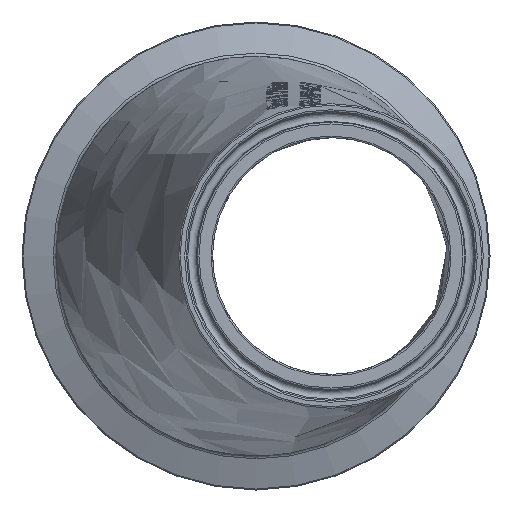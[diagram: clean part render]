
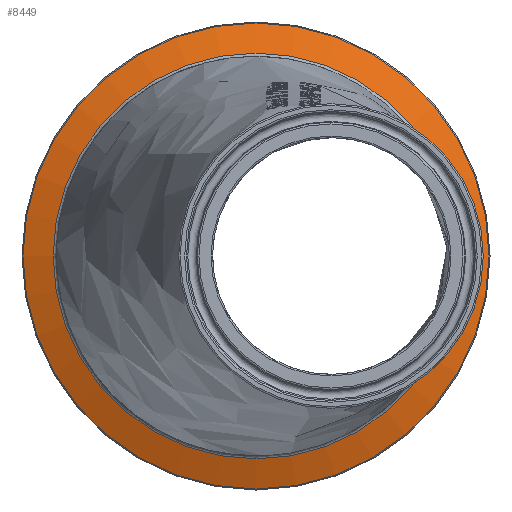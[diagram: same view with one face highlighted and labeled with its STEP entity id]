
A CAD part, left-side view. The second image highlights one B-rep face of the part: STEP entity #8449.
In plain terms, the highlighted conical face has half-angle 70 degrees and reference radius 55.131 mm.
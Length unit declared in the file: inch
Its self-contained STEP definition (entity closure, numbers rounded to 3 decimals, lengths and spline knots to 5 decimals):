
#13=CONICAL_SURFACE('',#8811,2.1705,70.);
#551=FACE_BOUND('',#1543,.T.);
#1023=FACE_OUTER_BOUND('',#1542,.T.);
#1542=EDGE_LOOP('',(#7827));
#1543=EDGE_LOOP('',(#7828));
#3222=CIRCLE('',#8810,2.33113);
#3223=CIRCLE('',#8812,2.02961);
#4078=VERTEX_POINT('',#18805);
#4079=VERTEX_POINT('',#18808);
#5341=EDGE_CURVE('',#4078,#4078,#3222,.T.);
#5342=EDGE_CURVE('',#4079,#4079,#3223,.T.);
#7827=ORIENTED_EDGE('',*,*,#5342,.F.);
#7828=ORIENTED_EDGE('',*,*,#5341,.F.);
#8449=ADVANCED_FACE('',(#1023,#551),#13,.T.);
#8810=AXIS2_PLACEMENT_3D('',#18806,#9932,#9933);
#8811=AXIS2_PLACEMENT_3D('',#18807,#9934,#9935);
#8812=AXIS2_PLACEMENT_3D('',#18809,#9936,#9937);
#9932=DIRECTION('center_axis',(1.,0.,0.));
#9933=DIRECTION('ref_axis',(0.,-1.,0.));
#9934=DIRECTION('center_axis',(1.,0.,0.));
#9935=DIRECTION('ref_axis',(0.,1.,0.));
#9936=DIRECTION('center_axis',(-1.,0.,0.));
#9937=DIRECTION('ref_axis',(0.,-1.,0.));
#18805=CARTESIAN_POINT('',(6.50941,3.08113,0.));
#18806=CARTESIAN_POINT('Origin',(6.50941,0.75,0.));
#18807=CARTESIAN_POINT('Origin',(6.45094,0.75,0.));
#18808=CARTESIAN_POINT('',(6.39966,2.77961,0.));
#18809=CARTESIAN_POINT('Origin',(6.39966,0.75,0.));
